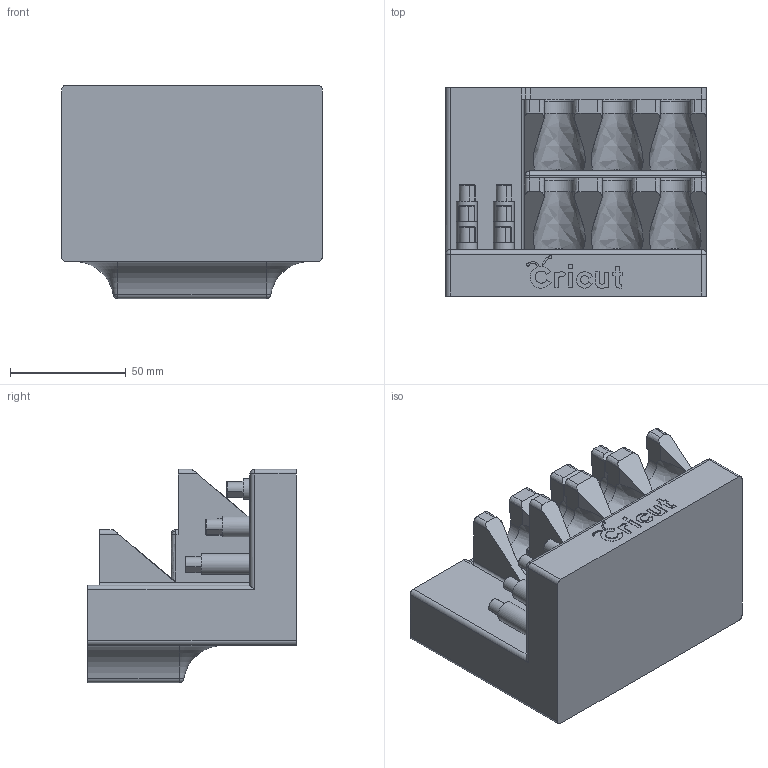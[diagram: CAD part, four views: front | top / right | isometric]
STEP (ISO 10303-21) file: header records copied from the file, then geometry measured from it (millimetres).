
FILE_DESCRIPTION(('HOOPS Exchange Step'),'2;1');
FILE_NAME('temp_export.step','2020-02-03T22:44:04+00:00',('mobile'),('Shapr3D Limited'),'HOOPS Exchange 2018.1','Shapr3D','Authorized');
FILE_SCHEMA( ('AP203_CONFIGURATION_CONTROLLED_3D_DESIGN_OF_MECHANICAL_PARTS_AND_ASSEMBLIES_MIM_LF') );
Length unit declared in the file: millimetre
Products named in the file (1): temp_export.x_b
Bounding box: 112.54 x 90 x 92 mm (x, y, z)
Volume: 290558 mm3; surface area: 100367.1 mm2
Topology: 7 solids, 16 shells, 481 faces, 1241 edges, 811 vertices
Faces by surface type: bspline 259, plane 179, cylinder 27, sphere 8, cone 6, torus 2
Entity records: 22566 total; most frequent: CARTESIAN_POINT 12927, ORIENTED_EDGE 2478, EDGE_CURVE 1239, DIRECTION 1129, VERTEX_POINT 811, B_SPLINE_CURVE_WITH_KNOTS 582, VECTOR 559, LINE 559
